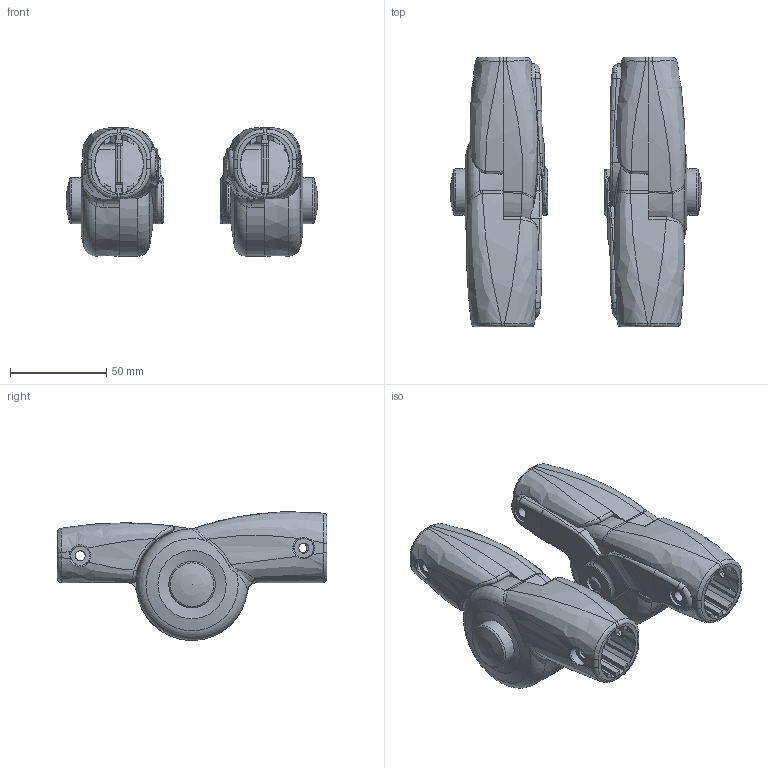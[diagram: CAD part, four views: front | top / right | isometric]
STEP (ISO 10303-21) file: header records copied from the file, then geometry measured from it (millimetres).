
FILE_DESCRIPTION( ( 'STEP AP214' ), '1' );
FILE_NAME( '555XXXD.stp', '2014-01-13T15:58:48', ( ' ' ), ( ' ' ), 'XStep 1.0', 'VISI-Series', ' ' );
FILE_SCHEMA( ( 'automotive_design' ) );
Length unit declared in the file: millimetre
Products named in the file (12): UNTER; OBER; SOLIDS; 2D_GEOM
Bounding box: 130.68 x 140.17 x 66.82 mm (x, y, z)
Volume: 331383.7 mm3; surface area: 106080.2 mm2
Topology: 12 solids, 12 shells, 1175 faces, 2965 edges, 1815 vertices
Faces by surface type: cylinder 420, bspline 318, plane 310, torus 81, cone 24, sphere 22
Full cylindrical faces by diameter (mm): 5.199 x4, 5.2 x4, 5.6 x2, 5.8 x2, 6.099 x2, 6.1 x2, 6.5 x2, 9 x4, 10 x10, 10.998 x1, 11 x5, 12 x4, 20 x2, 20.4 x2, 24 x2, 24.2 x1, 24.5 x1, 53.188 x1
Entity records: 98939 total; most frequent: CARTESIAN_POINT 64535, ORIENTED_EDGE 5558, DIRECTION 4570, EDGE_CURVE 2779, AXIS2_PLACEMENT_3D 1815, VERTEX_POINT 1747, EDGE_LOOP 1326, FACE_OUTER_BOUND 1247
